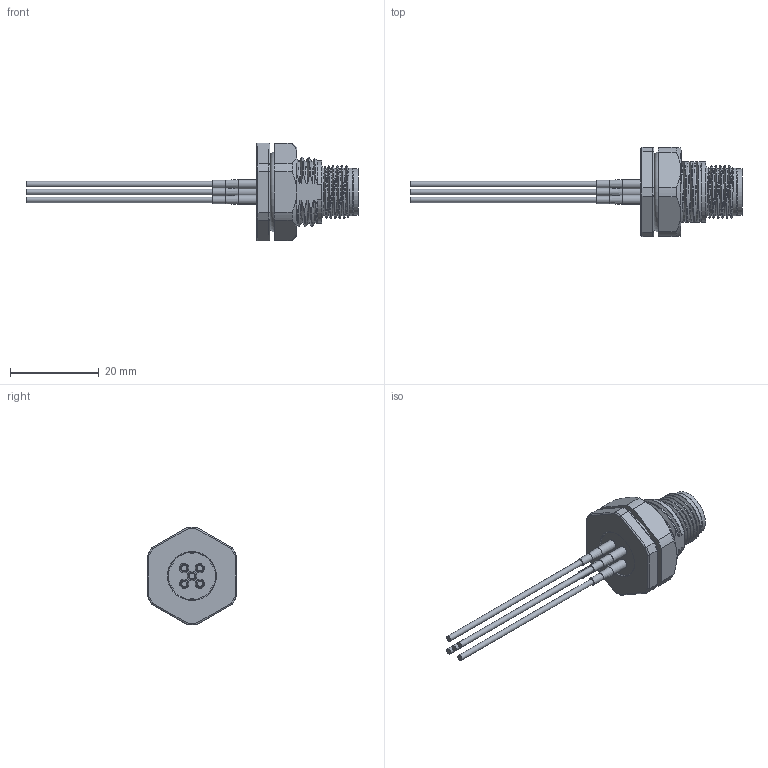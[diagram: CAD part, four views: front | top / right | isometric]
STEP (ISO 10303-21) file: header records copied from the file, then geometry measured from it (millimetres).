
FILE_DESCRIPTION(/* description */ ('Unknown'),/* implementation_level */ '2;1');
FILE_NAME(/* name */ '643411100405',/* time_stamp */ '2022-12-19T11:28:13+01:00',/* author */ ('Unknown'),/* organization */ ('Unknown'),/* preprocessor_version */ 'ST-DEVELOPER v18.102',/* originating_system */ 'Solid Edge',/* authorisation */ 'Unknown');
FILE_SCHEMA (('AUTOMOTIVE_DESIGN {1 0 10303 214 3 1 1}'));
Length unit declared in the file: millimetre
Products named in the file (13): 6434111004xx; 643411100405; 6434111004xx_Housing; 6434111004xx_Pin; 6434111004xx_Resin; 6434x01004xx_Seal_outer; 643xx01004xx_Nut; Wire 22AWG White; Wire 22AWG Brown; Wire 22AWG Blue; Wire 22AWG Black; 6434111004xx_Shrink tube; Wire 22AWG Grey
Assembly tree (20 placements, depth 2):
  6434111004xx
    643411100405
    6434111004xx_Housing
    6434111004xx_Pin  x5
    6434111004xx_Resin
    6434x01004xx_Seal_outer
    643xx01004xx_Nut
    Wire 22AWG White
    Wire 22AWG Brown
    Wire 22AWG Blue
    Wire 22AWG Black
    6434111004xx_Shrink tube  x5
    Wire 22AWG Grey
Bounding box: 74.66 x 20 x 22 mm (x, y, z)
Volume: 4553.5 mm3; surface area: 7584.9 mm2
Topology: 20 solids, 20 shells, 753 faces, 1882 edges, 1224 vertices
Faces by surface type: plane 410, cylinder 229, cone 53, bspline 32, torus 29
Full cylindrical faces by diameter (mm): 0.77 x5, 1 x10, 1.1 x5, 1.245 x10, 1.28 x5, 1.3 x10, 1.4 x15, 1.5 x15, 1.6 x10, 1.64 x5, 1.68 x5, 1.7 x5, 2.1 x5, 8.32 x1, 9.34 x1, 9.44 x1, 9.5 x2, 10.45 x1, 10.76 x6, 16 x3
Entity records: 23808 total; most frequent: CARTESIAN_POINT 10211, ORIENTED_EDGE 2700, DIRECTION 2573, EDGE_CURVE 1350, VERTEX_POINT 921, LINE 915, VECTOR 915, AXIS2_PLACEMENT_3D 829
